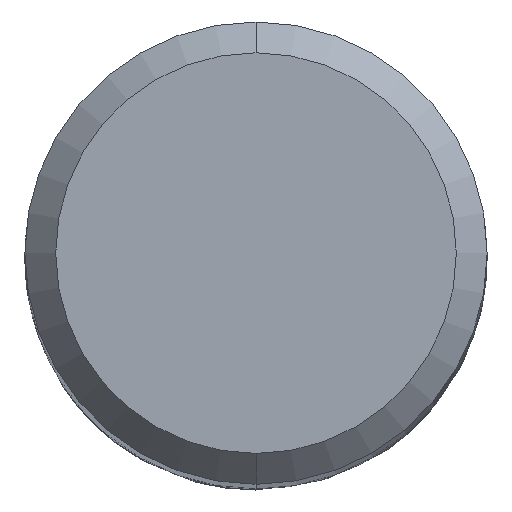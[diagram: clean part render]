
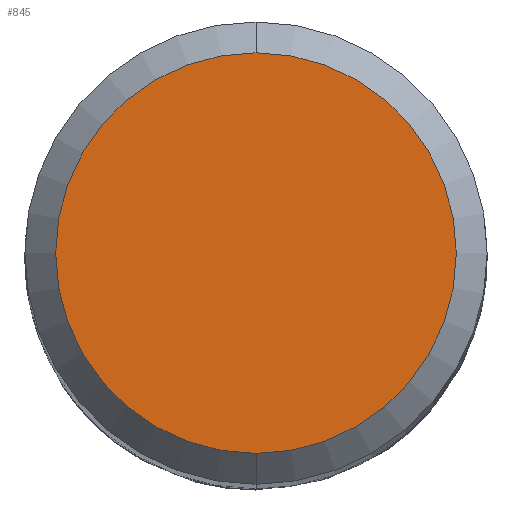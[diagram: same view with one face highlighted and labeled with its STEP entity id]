
A CAD part, top view. The second image highlights one B-rep face of the part: STEP entity #845.
In plain terms, the highlighted planar face has unit normal (0, 0, 1).
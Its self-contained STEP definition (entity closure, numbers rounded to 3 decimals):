
#693=EDGE_CURVE('',#1369,#827,#1729,.T.);
#827=VERTEX_POINT('',#1877);
#845=ADVANCED_FACE('',(#1895),#1896,.T.);
#1297=EDGE_CURVE('',#827,#1369,#2385,.T.);
#1369=VERTEX_POINT('',#2462);
#1729=CIRCLE('',#3743,2.6);
#1877=CARTESIAN_POINT('',(0.,-2.6,0.0));
#1895=FACE_OUTER_BOUND('',#4250,.T.);
#1896=PLANE('',#4251);
#2385=CIRCLE('',#6525,2.6);
#2462=CARTESIAN_POINT('',(0.0,2.6,0.0));
#3743=AXIS2_PLACEMENT_3D('',#8153,#8154,#8155);
#4250=EDGE_LOOP('',(#8317,#8318));
#4251=AXIS2_PLACEMENT_3D('',#8319,#8320,#8321);
#6525=AXIS2_PLACEMENT_3D('',#8884,#8885,#8886);
#8153=CARTESIAN_POINT('',(0.0,0.0,0.0));
#8154=DIRECTION('',(0.0,0.0,-1.0));
#8155=DIRECTION('',(0.0,1.0,0.0));
#8317=ORIENTED_EDGE('',*,*,#693,.F.);
#8318=ORIENTED_EDGE('',*,*,#1297,.F.);
#8319=CARTESIAN_POINT('',(0.0,1.3,0.0));
#8320=DIRECTION('',(-0.0,0.0,1.0));
#8321=DIRECTION('',(0.0,-1.0,0.0));
#8884=CARTESIAN_POINT('',(0.0,0.0,0.0));
#8885=DIRECTION('',(0.0,0.0,-1.0));
#8886=DIRECTION('',(0.0,1.0,0.0));
